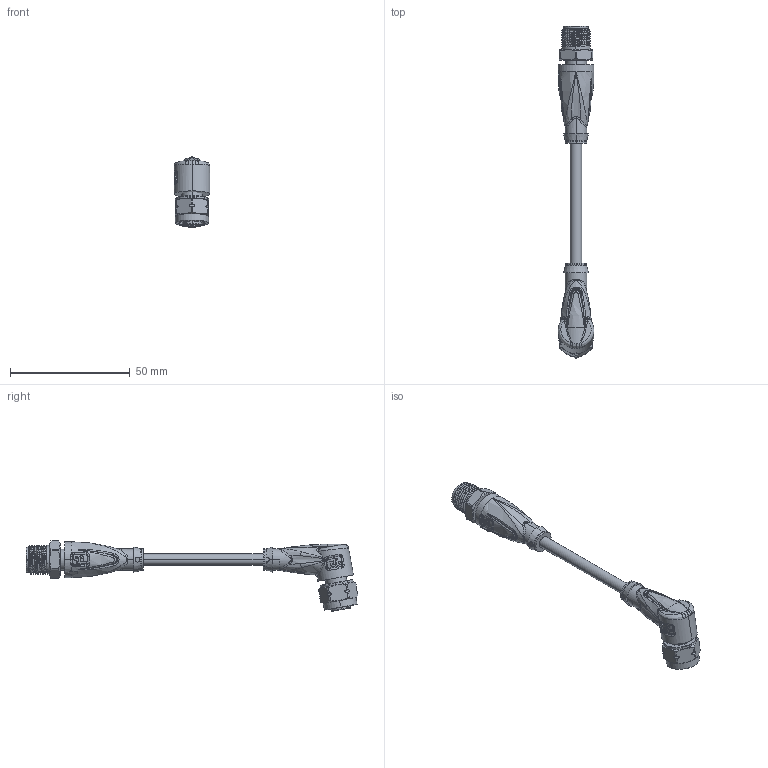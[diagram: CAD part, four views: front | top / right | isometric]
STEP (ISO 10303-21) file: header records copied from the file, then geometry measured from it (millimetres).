
FILE_DESCRIPTION(('STEP AP214'),'1');
FILE_NAME('cctmp_3780A55E-43C3-4A17-8A49-614C9EBF00E2_2022_04_27_10_32_30_0960..stp','2022-04-27T08:32:37',('KiM GmbH'),('CADClick - www.CADClick.com'),'Spatial InterOp 3D postprocessed',' ','unknown authorization');
FILE_SCHEMA(('AUTOMOTIVE_DESIGN'));
Length unit declared in the file: millimetre
Products named in the file (9): Connection2; Connection2_2; Connection2_1; T195713_1; Cable; Connection1; Connection1_2; Connection1_1; T195713
Assembly tree (8 placements, depth 4):
  T195713
    T195713_1
      Connection2
        Connection2_2
        Connection2_1
      Cable
      Connection1
        Connection1_2
        Connection1_1
Bounding box: 15 x 138.78 x 29.45 mm (x, y, z)
Volume: 12316.6 mm3; surface area: 9000.7 mm2
Topology: 7 solids, 9 shells, 1545 faces, 4079 edges, 2601 vertices
Faces by surface type: plane 664, cylinder 465, bspline 212, cone 119, torus 73, sphere 8, extrusion 4
Entity records: 78504 total; most frequent: CARTESIAN_POINT 36568, ORIENTED_EDGE 8114, DIRECTION 7303, EDGE_CURVE 4057, VERTEX_POINT 2601, AXIS2_PLACEMENT_3D 2563, VECTOR 2177, LINE 2173
